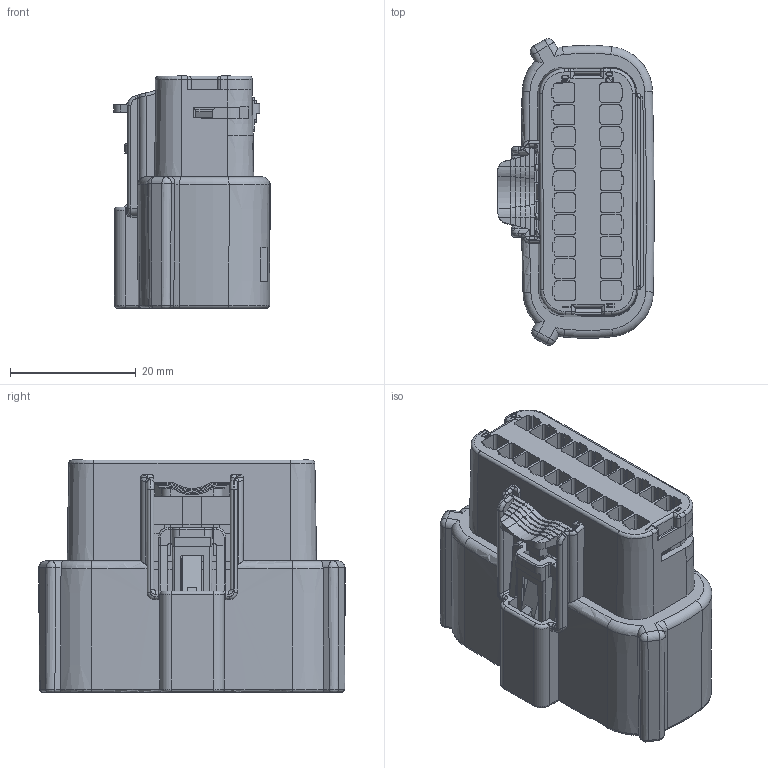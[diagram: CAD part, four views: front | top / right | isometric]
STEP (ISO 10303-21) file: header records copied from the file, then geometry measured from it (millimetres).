
FILE_DESCRIPTION(/* description */ (''),/* implementation_level */ '2;1');
FILE_NAME(/* name */ '2.stp',/* time_stamp */ '2022-12-19T20:55:28+02:00',/* author */ ('k'),/* organization */ (''),/* preprocessor_version */ 'ST-DEVELOPER v15.6',/* originating_system */ 'Autodesk Inventor 2015',/* authorisation */ '');
FILE_SCHEMA (('AUTOMOTIVE_DESIGN { 1 0 10303 214 3 1 1 }'));
Length unit declared in the file: millimetre
Products named in the file (11): 1; 2; 3; 4; 5; 6; 7; 334722006; Molex Logo
Bounding box: 24.89 x 48.78 x 37 mm (x, y, z)
Volume: 24250.3 mm3; surface area: 18080.7 mm2
Topology: 18 solids, 19 shells, 1379 faces, 3762 edges, 2444 vertices
Faces by surface type: plane 878, cylinder 265, bspline 87, torus 86, cone 55, sphere 8
Entity records: 47977 total; most frequent: CARTESIAN_POINT 12795, ORIENTED_EDGE 7516, DIRECTION 6929, EDGE_CURVE 3758, LINE 2745, VECTOR 2745, VERTEX_POINT 2444, AXIS2_PLACEMENT_3D 2092
